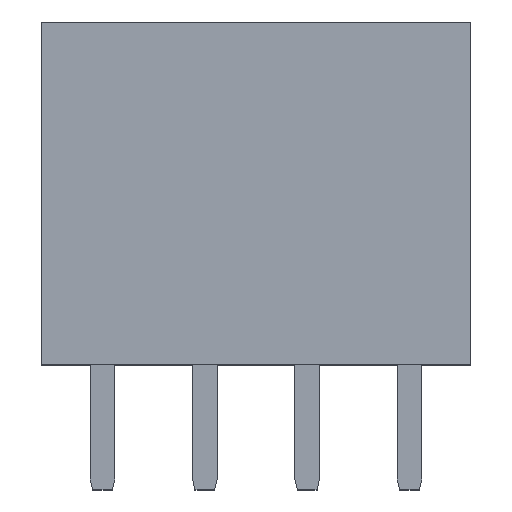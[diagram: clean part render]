
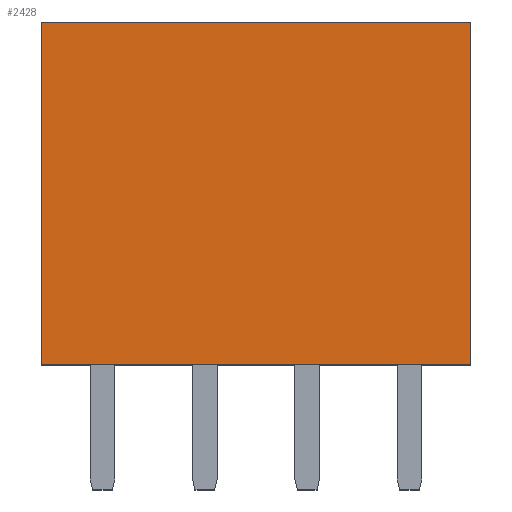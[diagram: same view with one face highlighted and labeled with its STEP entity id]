
A CAD part, top view. The second image highlights one B-rep face of the part: STEP entity #2428.
In plain terms, the highlighted planar face has unit normal (0, 0, 1).
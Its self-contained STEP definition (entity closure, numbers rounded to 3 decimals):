
#1783 = VERTEX_POINT('',#1784);
#1784 = CARTESIAN_POINT('',(-5.334,8.509,2.54));
#1790 = EDGE_CURVE('',#1783,#1791,#1793,.T.);
#1791 = VERTEX_POINT('',#1792);
#1792 = CARTESIAN_POINT('',(5.334,8.509,2.54));
#1793 = LINE('',#1794,#1795);
#1794 = CARTESIAN_POINT('',(5.334,8.509,2.54));
#1795 = VECTOR('',#1796,1.);
#1796 = DIRECTION('',(1.,0.,0.));
#2269 = VERTEX_POINT('',#2270);
#2270 = CARTESIAN_POINT('',(-5.334,0.,2.54));
#2287 = VERTEX_POINT('',#2288);
#2288 = CARTESIAN_POINT('',(5.334,0.,2.54));
#2294 = EDGE_CURVE('',#2287,#2269,#2295,.T.);
#2295 = LINE('',#2296,#2297);
#2296 = CARTESIAN_POINT('',(-5.334,0.,2.54));
#2297 = VECTOR('',#2298,1.);
#2298 = DIRECTION('',(-1.,0.,0.));
#2348 = EDGE_CURVE('',#2269,#1783,#2349,.T.);
#2349 = LINE('',#2350,#2351);
#2350 = CARTESIAN_POINT('',(-5.334,-11.816,2.54));
#2351 = VECTOR('',#2352,1.);
#2352 = DIRECTION('',(0.,1.,0.));
#2403 = EDGE_CURVE('',#2287,#1791,#2404,.T.);
#2404 = LINE('',#2405,#2406);
#2405 = CARTESIAN_POINT('',(5.334,-11.816,2.54));
#2406 = VECTOR('',#2407,1.);
#2407 = DIRECTION('',(0.,1.,0.));
#2428 = ADVANCED_FACE('',(#2429),#2435,.T.);
#2429 = FACE_BOUND('',#2430,.T.);
#2430 = EDGE_LOOP('',(#2431,#2432,#2433,#2434));
#2431 = ORIENTED_EDGE('',*,*,#2403,.T.);
#2432 = ORIENTED_EDGE('',*,*,#1790,.F.);
#2433 = ORIENTED_EDGE('',*,*,#2348,.F.);
#2434 = ORIENTED_EDGE('',*,*,#2294,.F.);
#2435 = PLANE('',#2436);
#2436 = AXIS2_PLACEMENT_3D('',#2437,#2438,#2439);
#2437 = CARTESIAN_POINT('',(-5.334,-11.816,2.54));
#2438 = DIRECTION('',(0.,0.,1.));
#2439 = DIRECTION('',(1.,0.,0.));
